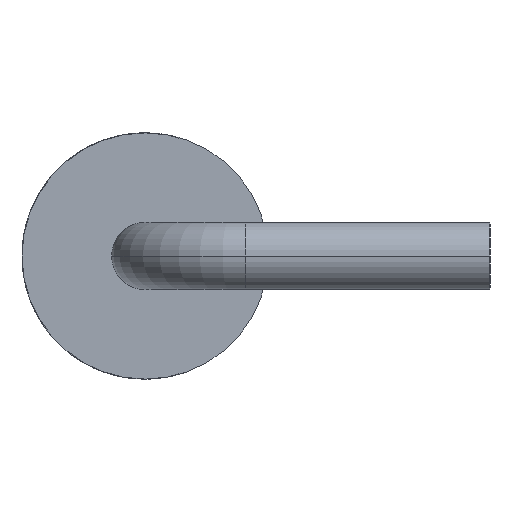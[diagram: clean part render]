
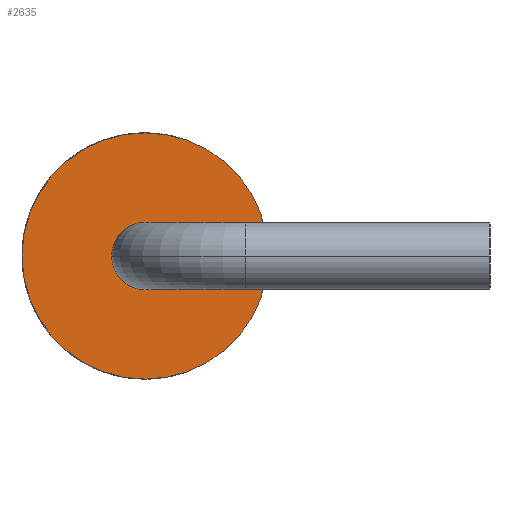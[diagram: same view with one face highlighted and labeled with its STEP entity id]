
A CAD part, left-side view. The second image highlights one B-rep face of the part: STEP entity #2635.
In plain terms, the highlighted planar face has unit normal (-1, 0, 0).
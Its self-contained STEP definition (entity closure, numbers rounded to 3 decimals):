
#6 = DIRECTION ( 'NONE',  ( -1., 0., 0. ) ) ;
#50 = DIRECTION ( 'NONE',  ( 1., 0., 0. ) ) ;
#271 = CARTESIAN_POINT ( 'NONE',  ( 2.85, 3., 0. ) ) ;
#295 = CIRCLE ( 'NONE', #2189, 0.545 ) ;
#405 = CARTESIAN_POINT ( 'NONE',  ( 2.85, 3., -2. ) ) ;
#499 = CARTESIAN_POINT ( 'NONE',  ( 2.85, 3., 2. ) ) ;
#501 = EDGE_CURVE ( 'NONE', #2442, #3041, #791, .T. ) ;
#685 = ORIENTED_EDGE ( 'NONE', *, *, #501, .F. ) ;
#791 = CIRCLE ( 'NONE', #4346, 0.545 ) ;
#904 = DIRECTION ( 'NONE',  ( 0., 0., -1. ) ) ;
#973 = CARTESIAN_POINT ( 'NONE',  ( 2.85, 2.455, 0. ) ) ;
#1136 = AXIS2_PLACEMENT_3D ( 'NONE', #3484, #4781, #904 ) ;
#1494 = VERTEX_POINT ( 'NONE', #405 ) ;
#1579 = EDGE_LOOP ( 'NONE', ( #1993, #3247 ) ) ;
#1706 = AXIS2_PLACEMENT_3D ( 'NONE', #271, #4005, #4422 ) ;
#1744 = EDGE_CURVE ( 'NONE', #1494, #2079, #4582, .T. ) ;
#1894 = DIRECTION ( 'NONE',  ( 0., 0., -1. ) ) ;
#1993 = ORIENTED_EDGE ( 'NONE', *, *, #3869, .F. ) ;
#2079 = VERTEX_POINT ( 'NONE', #499 ) ;
#2189 = AXIS2_PLACEMENT_3D ( 'NONE', #2563, #6, #4473 ) ;
#2424 = AXIS2_PLACEMENT_3D ( 'NONE', #3724, #50, #1894 ) ;
#2442 = VERTEX_POINT ( 'NONE', #3076 ) ;
#2541 = CIRCLE ( 'NONE', #1136, 2. ) ;
#2557 = FACE_BOUND ( 'NONE', #4305, .T. ) ;
#2563 = CARTESIAN_POINT ( 'NONE',  ( 2.85, 3., 0. ) ) ;
#2635 = ADVANCED_FACE ( 'NONE', ( #2557, #4463 ), #3305, .F. ) ;
#2833 = ORIENTED_EDGE ( 'NONE', *, *, #3143, .F. ) ;
#3041 = VERTEX_POINT ( 'NONE', #973 ) ;
#3076 = CARTESIAN_POINT ( 'NONE',  ( 2.85, 3.545, 0. ) ) ;
#3143 = EDGE_CURVE ( 'NONE', #3041, #2442, #295, .T. ) ;
#3215 = CARTESIAN_POINT ( 'NONE',  ( 2.85, 3., 0. ) ) ;
#3247 = ORIENTED_EDGE ( 'NONE', *, *, #1744, .F. ) ;
#3305 = PLANE ( 'NONE',  #2424 ) ;
#3484 = CARTESIAN_POINT ( 'NONE',  ( 2.85, 3., 0. ) ) ;
#3724 = CARTESIAN_POINT ( 'NONE',  ( 2.85, 3., 0. ) ) ;
#3869 = EDGE_CURVE ( 'NONE', #2079, #1494, #2541, .T. ) ;
#4005 = DIRECTION ( 'NONE',  ( 1., 0., 0. ) ) ;
#4305 = EDGE_LOOP ( 'NONE', ( #2833, #685 ) ) ;
#4346 = AXIS2_PLACEMENT_3D ( 'NONE', #3215, #4398, #4763 ) ;
#4398 = DIRECTION ( 'NONE',  ( -1., 0., 0. ) ) ;
#4422 = DIRECTION ( 'NONE',  ( 0., 0., -1. ) ) ;
#4463 = FACE_OUTER_BOUND ( 'NONE', #1579, .T. ) ;
#4473 = DIRECTION ( 'NONE',  ( 0., 0., -1. ) ) ;
#4582 = CIRCLE ( 'NONE', #1706, 2. ) ;
#4763 = DIRECTION ( 'NONE',  ( 0., 0., -1. ) ) ;
#4781 = DIRECTION ( 'NONE',  ( 1., 0., 0. ) ) ;
